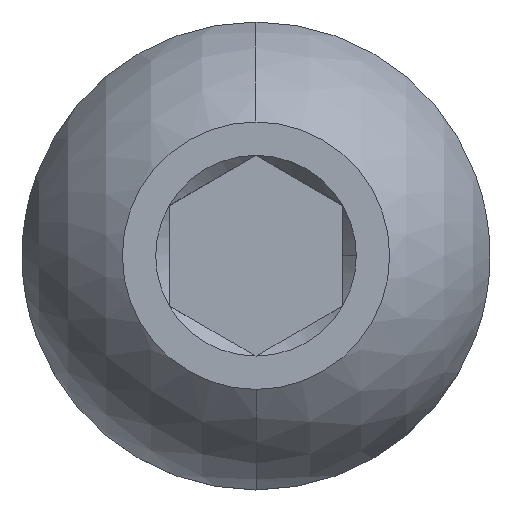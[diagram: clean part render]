
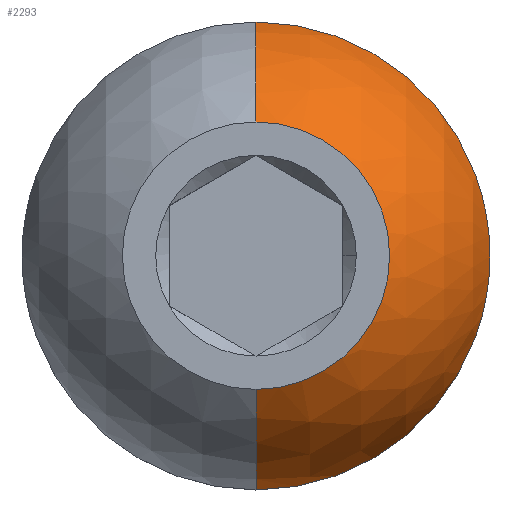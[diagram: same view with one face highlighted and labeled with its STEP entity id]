
A CAD part, top view. The second image highlights one B-rep face of the part: STEP entity #2293.
In plain terms, the highlighted spherical face has radius 1.791 mm.
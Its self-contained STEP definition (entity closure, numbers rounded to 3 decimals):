
#219 = ORIENTED_EDGE ( 'NONE', *, *, #1037, .F. ) ;
#226 = ORIENTED_EDGE ( 'NONE', *, *, #1057, .T. ) ;
#227 = ORIENTED_EDGE ( 'NONE', *, *, #1077, .T. ) ;
#228 = ORIENTED_EDGE ( 'NONE', *, *, #1056, .T. ) ;
#229 = ORIENTED_EDGE ( 'NONE', *, *, #1080, .F. ) ;
#288 = CIRCLE ( 'NONE', #993, 1.791 ) ;
#295 = CIRCLE ( 'NONE', #1659, 1.791 ) ;
#299 = CIRCLE ( 'NONE', #1624, 1.75 ) ;
#311 = CIRCLE ( 'NONE', #1622, 1. ) ;
#315 = CIRCLE ( 'NONE', #1620, 1.75 ) ;
#354 = SPHERICAL_SURFACE ( 'NONE', #1610, 1.791 ) ;
#355 = FACE_OUTER_BOUND ( 'NONE', #1125, .T. ) ;
#603 = CARTESIAN_POINT ( 'NONE',  ( 0., -1., 0. ) ) ;
#620 = CARTESIAN_POINT ( 'NONE',  ( 0., 1., 0. ) ) ;
#631 = CARTESIAN_POINT ( 'NONE',  ( 0., 1.75, -1.105 ) ) ;
#647 = CARTESIAN_POINT ( 'NONE',  ( 0., -1.75, -1.105 ) ) ;
#669 = CARTESIAN_POINT ( 'NONE',  ( 1.75, 0., -1.105 ) ) ;
#767 = VERTEX_POINT ( 'NONE', #669 ) ;
#856 = VERTEX_POINT ( 'NONE', #647 ) ;
#885 = VERTEX_POINT ( 'NONE', #631 ) ;
#911 = VERTEX_POINT ( 'NONE', #620 ) ;
#979 = VERTEX_POINT ( 'NONE', #603 ) ;
#993 = AXIS2_PLACEMENT_3D ( 'NONE', #1951, #1950, #1949 ) ;
#1037 = EDGE_CURVE ( 'NONE', #856, #979, #288, .T. ) ;
#1056 = EDGE_CURVE ( 'NONE', #885, #911, #295, .T. ) ;
#1057 = EDGE_CURVE ( 'NONE', #856, #767, #299, .T. ) ;
#1077 = EDGE_CURVE ( 'NONE', #767, #885, #315, .T. ) ;
#1080 = EDGE_CURVE ( 'NONE', #979, #911, #311, .T. ) ;
#1125 = EDGE_LOOP ( 'NONE', ( #226, #227, #228, #229, #219 ) ) ;
#1298 = DIRECTION ( 'NONE',  ( 1., 0., 0. ) ) ;
#1299 = DIRECTION ( 'NONE',  ( 0., 0., 1. ) ) ;
#1300 = CARTESIAN_POINT ( 'NONE',  ( 0., 0., -1.105 ) ) ;
#1303 = DIRECTION ( 'NONE',  ( 0., 1., 0. ) ) ;
#1304 = DIRECTION ( 'NONE',  ( 1., 0., 0. ) ) ;
#1305 = CARTESIAN_POINT ( 'NONE',  ( 0., 0., -1.486 ) ) ;
#1316 = DIRECTION ( 'NONE',  ( 0., -1., 0. ) ) ;
#1318 = CARTESIAN_POINT ( 'NONE',  ( 0., 0., -1.486 ) ) ;
#1341 = DIRECTION ( 'NONE',  ( 1., 0., 0. ) ) ;
#1343 = DIRECTION ( 'NONE',  ( 0., 0., 1. ) ) ;
#1344 = CARTESIAN_POINT ( 'NONE',  ( 0., 0., 0. ) ) ;
#1378 = DIRECTION ( 'NONE',  ( 1., 0., 0. ) ) ;
#1515 = DIRECTION ( 'NONE',  ( 0., 0., 1. ) ) ;
#1518 = CARTESIAN_POINT ( 'NONE',  ( 0., 0., -1.105 ) ) ;
#1519 = DIRECTION ( 'NONE',  ( 1., 0., 0. ) ) ;
#1610 = AXIS2_PLACEMENT_3D ( 'NONE', #1318, #1378, #1316 ) ;
#1620 = AXIS2_PLACEMENT_3D ( 'NONE', #1518, #1515, #1519 ) ;
#1622 = AXIS2_PLACEMENT_3D ( 'NONE', #1344, #1343, #1341 ) ;
#1624 = AXIS2_PLACEMENT_3D ( 'NONE', #1300, #1299, #1298 ) ;
#1659 = AXIS2_PLACEMENT_3D ( 'NONE', #1305, #1304, #1303 ) ;
#1949 = DIRECTION ( 'NONE',  ( 0., -1., 0. ) ) ;
#1950 = DIRECTION ( 'NONE',  ( -1., 0., 0. ) ) ;
#1951 = CARTESIAN_POINT ( 'NONE',  ( 0., 0., -1.486 ) ) ;
#2293 = ADVANCED_FACE ( 'NONE', ( #355 ), #354, .T. ) ;
